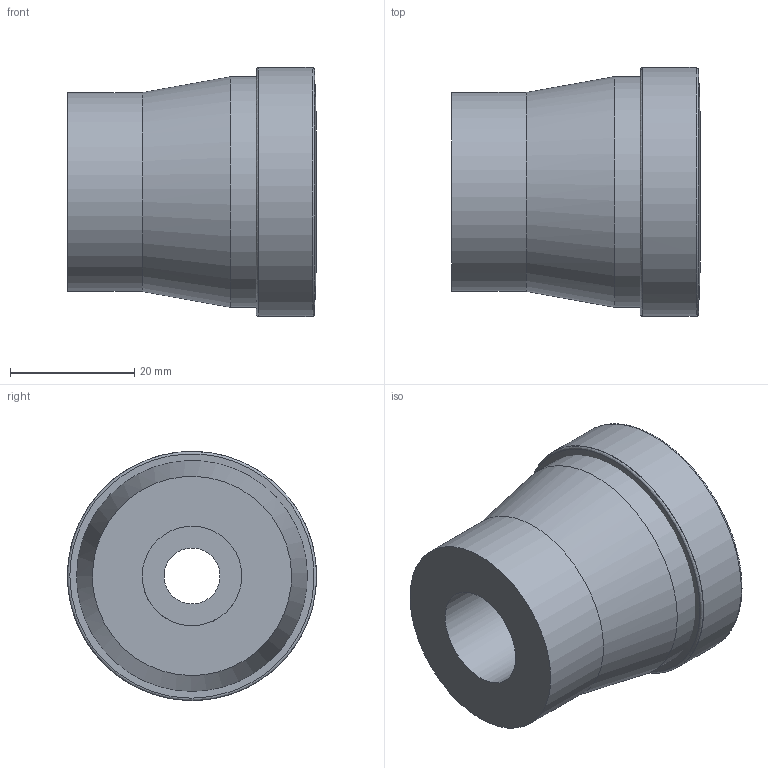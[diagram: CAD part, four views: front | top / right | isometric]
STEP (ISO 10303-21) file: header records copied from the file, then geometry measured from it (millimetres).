
FILE_DESCRIPTION(('STEP'), '1');
FILE_NAME('CAD_215050_40_4.stp', '2022-05-12T15:52:53', (''), (''), 'HarmonyWare STEP v2.1.2-dev Express v3.0.0.0', '', '');
FILE_SCHEMA(('AUTOMOTIVE_DESIGN'));
Length unit declared in the file: millimetre
Products named in the file (1): NONE
Bounding box: 40 x 40.05 x 40.04 mm (x, y, z)
Volume: 40303.5 mm3; surface area: 11563.8 mm2
Topology: 2 solids, 2 shells, 24 faces, 53 edges, 33 vertices
Faces by surface type: bspline 24
Entity records: 1322 total; most frequent: CARTESIAN_POINT 996, ORIENTED_EDGE 106, EDGE_CURVE 53, VERTEX_POINT 33, EDGE_LOOP 28, ADVANCED_FACE 24, FACE_OUTER_BOUND 24, B_SPLINE_CURVE_WITH_KNOTS 15
